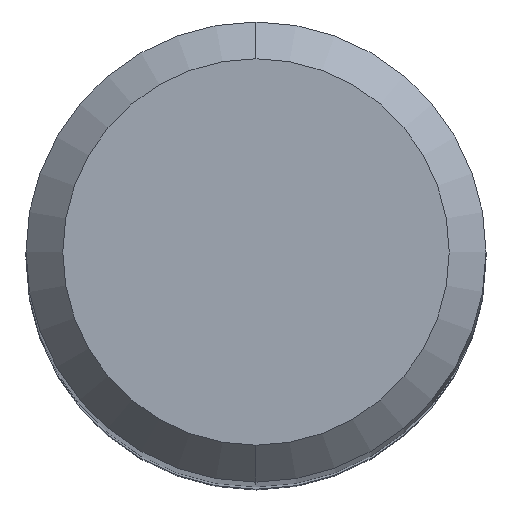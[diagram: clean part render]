
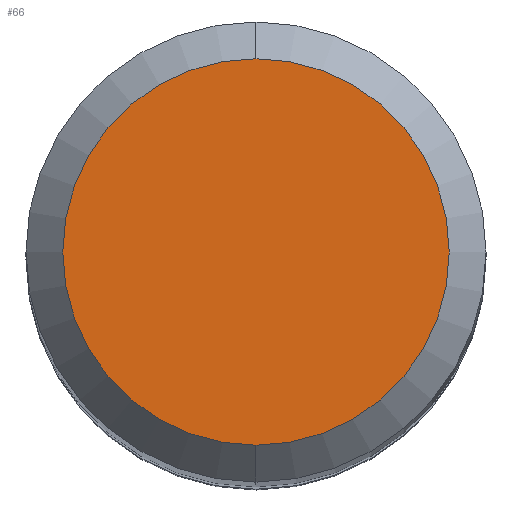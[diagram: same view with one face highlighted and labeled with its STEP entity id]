
A CAD part, top view. The second image highlights one B-rep face of the part: STEP entity #66.
In plain terms, the highlighted planar face has unit normal (0, 0, 1).
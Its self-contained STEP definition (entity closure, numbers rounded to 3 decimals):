
#66=ADVANCED_FACE('',(#141),#142,.T.);
#141=FACE_OUTER_BOUND('',#226,.T.);
#142=PLANE('',#227);
#226=EDGE_LOOP('',(#327,#328));
#227=AXIS2_PLACEMENT_3D('',#329,#330,#331);
#327=ORIENTED_EDGE('',*,*,#432,.F.);
#328=ORIENTED_EDGE('',*,*,#453,.F.);
#329=CARTESIAN_POINT('',(0.,1.26,36.));
#330=DIRECTION('',(0.,0.,1.0));
#331=DIRECTION('',(0.,-1.0,0.));
#432=EDGE_CURVE('',#501,#504,#505,.T.);
#453=EDGE_CURVE('',#504,#501,#533,.T.);
#501=VERTEX_POINT('',#582);
#504=VERTEX_POINT('',#586);
#505=CIRCLE('',#587,2.52);
#533=CIRCLE('',#620,2.52);
#582=CARTESIAN_POINT('',(0.,2.52,36.));
#586=CARTESIAN_POINT('',(0.,-2.52,36.));
#587=AXIS2_PLACEMENT_3D('',#665,#666,#667);
#620=AXIS2_PLACEMENT_3D('',#697,#698,#699);
#665=CARTESIAN_POINT('',(0.,0.,36.));
#666=DIRECTION('',(0.,0.,-1.0));
#667=DIRECTION('',(0.,1.0,0.));
#697=CARTESIAN_POINT('',(0.,0.,36.));
#698=DIRECTION('',(0.,0.,-1.0));
#699=DIRECTION('',(0.,1.0,0.));
